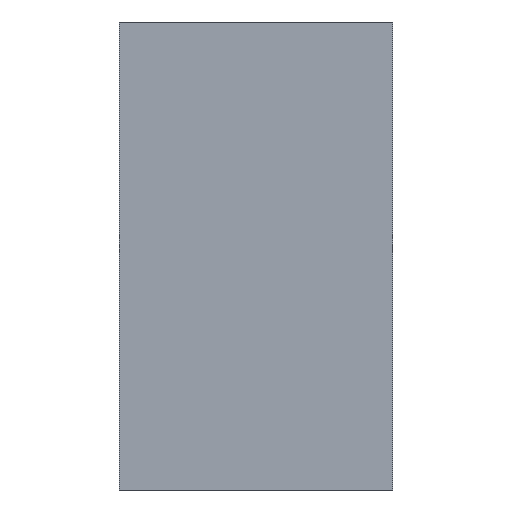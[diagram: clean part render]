
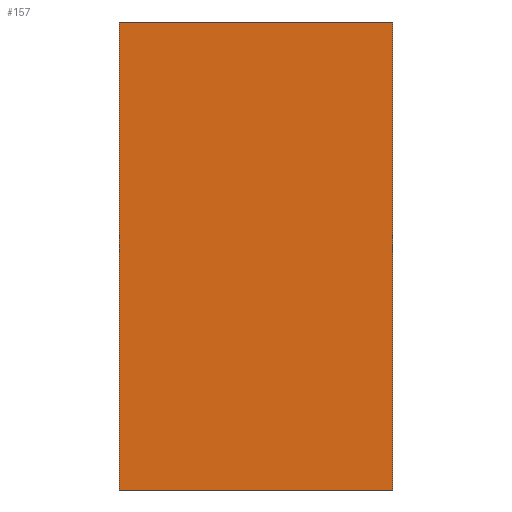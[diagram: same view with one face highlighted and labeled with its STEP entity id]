
A CAD part, left-side view. The second image highlights one B-rep face of the part: STEP entity #157.
In plain terms, the highlighted planar face has unit normal (-1, 0, 0).
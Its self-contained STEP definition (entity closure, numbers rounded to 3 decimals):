
#26 = AXIS2_PLACEMENT_3D ( 'NONE', #247, #294, #355 ) ;
#41 = EDGE_CURVE ( 'NONE', #444, #642, #113, .T. ) ;
#60 = ORIENTED_EDGE ( 'NONE', *, *, #41, .F. ) ;
#87 = CARTESIAN_POINT ( 'NONE',  ( -17.5, 17.5, 0. ) ) ;
#113 = LINE ( 'NONE', #117, #738 ) ;
#117 = CARTESIAN_POINT ( 'NONE',  ( -17.5, -17.5, 60. ) ) ;
#157 = ADVANCED_FACE ( 'NONE', ( #363 ), #475, .F. ) ;
#158 = ORIENTED_EDGE ( 'NONE', *, *, #529, .F. ) ;
#160 = CARTESIAN_POINT ( 'NONE',  ( -17.5, 17.5, 60. ) ) ;
#173 = ORIENTED_EDGE ( 'NONE', *, *, #237, .T. ) ;
#219 = EDGE_LOOP ( 'NONE', ( #173, #60, #158, #534 ) ) ;
#237 = EDGE_CURVE ( 'NONE', #453, #642, #632, .T. ) ;
#240 = CARTESIAN_POINT ( 'NONE',  ( -17.5, 17.5, 60. ) ) ;
#247 = CARTESIAN_POINT ( 'NONE',  ( -17.5, 17.5, 60. ) ) ;
#255 = EDGE_CURVE ( 'NONE', #506, #453, #688, .T. ) ;
#265 = VECTOR ( 'NONE', #744, 1000. ) ;
#278 = CARTESIAN_POINT ( 'NONE',  ( -17.5, 17.5, 0. ) ) ;
#294 = DIRECTION ( 'NONE',  ( 1., 0., 0. ) ) ;
#355 = DIRECTION ( 'NONE',  ( 0., 1., 0. ) ) ;
#363 = FACE_OUTER_BOUND ( 'NONE', #219, .T. ) ;
#373 = VECTOR ( 'NONE', #691, 1000. ) ;
#408 = LINE ( 'NONE', #240, #606 ) ;
#418 = DIRECTION ( 'NONE',  ( 0., -1., 0. ) ) ;
#444 = VERTEX_POINT ( 'NONE', #729 ) ;
#453 = VERTEX_POINT ( 'NONE', #87 ) ;
#456 = DIRECTION ( 'NONE',  ( 0., 0., -1. ) ) ;
#475 = PLANE ( 'NONE',  #26 ) ;
#486 = CARTESIAN_POINT ( 'NONE',  ( -17.5, -17.5, 0. ) ) ;
#506 = VERTEX_POINT ( 'NONE', #535 ) ;
#529 = EDGE_CURVE ( 'NONE', #506, #444, #408, .T. ) ;
#534 = ORIENTED_EDGE ( 'NONE', *, *, #255, .T. ) ;
#535 = CARTESIAN_POINT ( 'NONE',  ( -17.5, 17.5, 60. ) ) ;
#606 = VECTOR ( 'NONE', #418, 1000. ) ;
#632 = LINE ( 'NONE', #278, #373 ) ;
#642 = VERTEX_POINT ( 'NONE', #486 ) ;
#688 = LINE ( 'NONE', #160, #265 ) ;
#691 = DIRECTION ( 'NONE',  ( 0., -1., 0. ) ) ;
#729 = CARTESIAN_POINT ( 'NONE',  ( -17.5, -17.5, 60. ) ) ;
#738 = VECTOR ( 'NONE', #456, 1000. ) ;
#744 = DIRECTION ( 'NONE',  ( 0., 0., -1. ) ) ;
